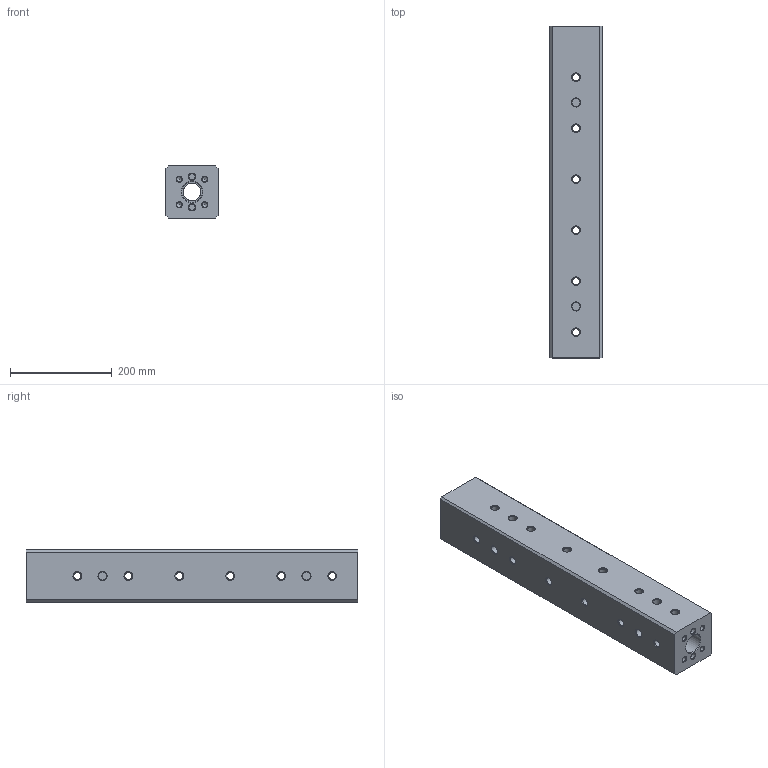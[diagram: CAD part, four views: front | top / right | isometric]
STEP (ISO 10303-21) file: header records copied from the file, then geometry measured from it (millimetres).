
FILE_DESCRIPTION( ( 'Unknown' ), '1' );
FILE_NAME( '1-SVFX-10060-100-1.stp', 'Unknown', ( 'Unknown' ), ( 'Unknown' ), 'PSStep 17.0.49', 'Unknown', ' ' );
FILE_SCHEMA( ( 'AUTOMOTIVE_DESIGN { 1 0 10303 214 1 1 1 1 }' ) );
Length unit declared in the file: millimetre
Products named in the file (1): 1
Bounding box: 102 x 651 x 102 mm (x, y, z)
Volume: 5924950.6 mm3; surface area: 393763.7 mm2
Topology: 1 solids, 1 shells, 140 faces, 356 edges, 226 vertices
Faces by surface type: cone 54, cylinder 47, plane 24, bspline 15
Full cylindrical faces by diameter (mm): 10.106 x8, 12 x4, 14 x24, 16 x8, 35 x1, 40 x2
Entity records: 7244 total; most frequent: CARTESIAN_POINT 3499, DIRECTION 508, ORIENTED_EDGE 358, EDGE_LOOP 320, AXIS2_PLACEMENT_3D 242, FACE_OUTER_BOUND 202, VERTEX_POINT 179, EDGE_CURVE 179
